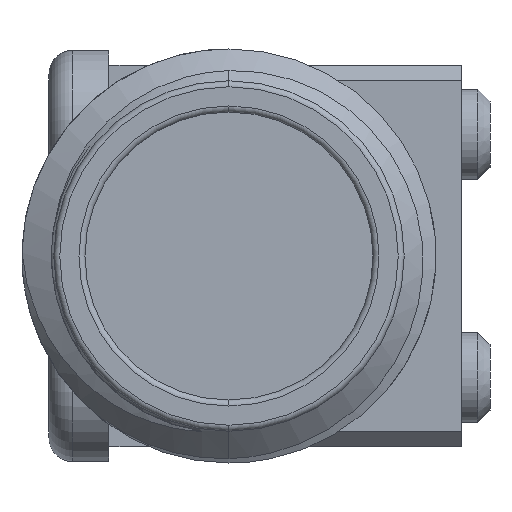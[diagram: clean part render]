
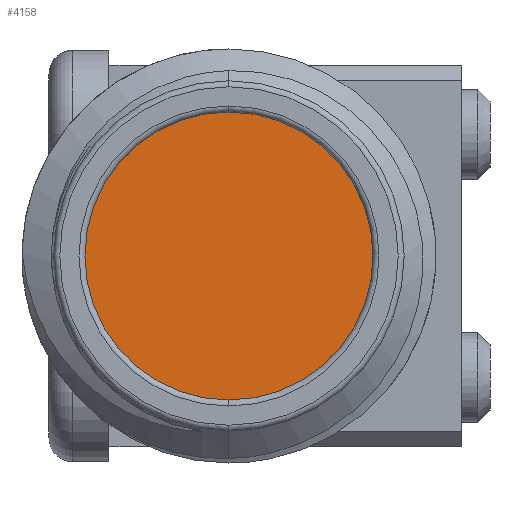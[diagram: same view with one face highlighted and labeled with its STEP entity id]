
A CAD part, left-side view. The second image highlights one B-rep face of the part: STEP entity #4158.
In plain terms, the highlighted planar face has unit normal (-1, 0, 0).
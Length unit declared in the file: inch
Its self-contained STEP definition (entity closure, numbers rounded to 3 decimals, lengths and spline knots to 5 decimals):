
#93 = DIRECTION ( 'NONE',  ( 0., 0., 1. ) ) ;
#636 = DIRECTION ( 'NONE',  ( -1., 0., 0. ) ) ;
#854 = DIRECTION ( 'NONE',  ( 0., 0., 1. ) ) ;
#1865 = EDGE_LOOP ( 'NONE', ( #6169, #5490 ) ) ;
#1934 = CARTESIAN_POINT ( 'NONE',  ( 0.12008, 0., 0. ) ) ;
#2422 = FACE_OUTER_BOUND ( 'NONE', #1865, .T. ) ;
#2517 = CARTESIAN_POINT ( 'NONE',  ( 0.12008, 0., 0. ) ) ;
#2679 = CIRCLE ( 'NONE', #3900, 0.09449 ) ;
#2932 = DIRECTION ( 'NONE',  ( 0., 0., -1. ) ) ;
#3330 = CIRCLE ( 'NONE', #4225, 0.09449 ) ;
#3340 = AXIS2_PLACEMENT_3D ( 'NONE', #1934, #5176, #2932 ) ;
#3487 = CARTESIAN_POINT ( 'NONE',  ( 0.12008, 0., 0.09449 ) ) ;
#3563 = EDGE_CURVE ( 'NONE', #5082, #5159, #3330, .T. ) ;
#3596 = CARTESIAN_POINT ( 'NONE',  ( 0.12008, 0., -0.09449 ) ) ;
#3900 = AXIS2_PLACEMENT_3D ( 'NONE', #2517, #5161, #854 ) ;
#4158 = ADVANCED_FACE ( 'NONE', ( #2422 ), #6778, .F. ) ;
#4225 = AXIS2_PLACEMENT_3D ( 'NONE', #4838, #636, #93 ) ;
#4838 = CARTESIAN_POINT ( 'NONE',  ( 0.12008, 0., 0. ) ) ;
#5042 = EDGE_CURVE ( 'NONE', #5159, #5082, #2679, .T. ) ;
#5082 = VERTEX_POINT ( 'NONE', #3487 ) ;
#5159 = VERTEX_POINT ( 'NONE', #3596 ) ;
#5161 = DIRECTION ( 'NONE',  ( -1., 0., 0. ) ) ;
#5176 = DIRECTION ( 'NONE',  ( 1., 0., 0. ) ) ;
#5490 = ORIENTED_EDGE ( 'NONE', *, *, #5042, .T. ) ;
#6169 = ORIENTED_EDGE ( 'NONE', *, *, #3563, .T. ) ;
#6778 = PLANE ( 'NONE',  #3340 ) ;
